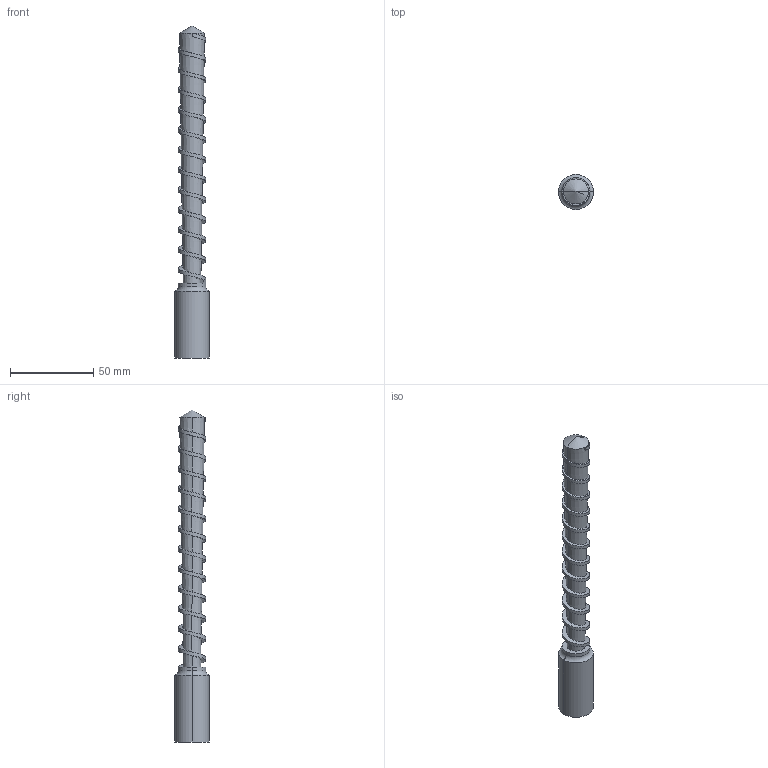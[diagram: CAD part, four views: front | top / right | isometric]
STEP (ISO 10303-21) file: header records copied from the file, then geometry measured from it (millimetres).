
FILE_DESCRIPTION (( 'STEP AP214' ), '1' );
FILE_NAME ('02_01_01-screw.step', '2017-07-24T22:51:38', ( '' ), ( '' ), 'SwSTEP 2.0', 'SolidWorks 2016', '' );
FILE_SCHEMA (( 'AUTOMOTIVE_DESIGN' ));
Length unit declared in the file: millimetre
Products named in the file (1): 02_01_01-screw
Bounding box: 21 x 21 x 199.33 mm (x, y, z)
Volume: 33182.4 mm3; surface area: 13433.2 mm2
Topology: 1 solids, 1 shells, 51 faces, 137 edges, 85 vertices
Faces by surface type: cone 31, plane 8, cylinder 7, bspline 3, torus 2
Entity records: 6736 total; most frequent: CARTESIAN_POINT 5566, ORIENTED_EDGE 266, DIRECTION 194, EDGE_CURVE 133, VERTEX_POINT 85, AXIS2_PLACEMENT_3D 71, B_SPLINE_CURVE_WITH_KNOTS 54, VECTOR 52
